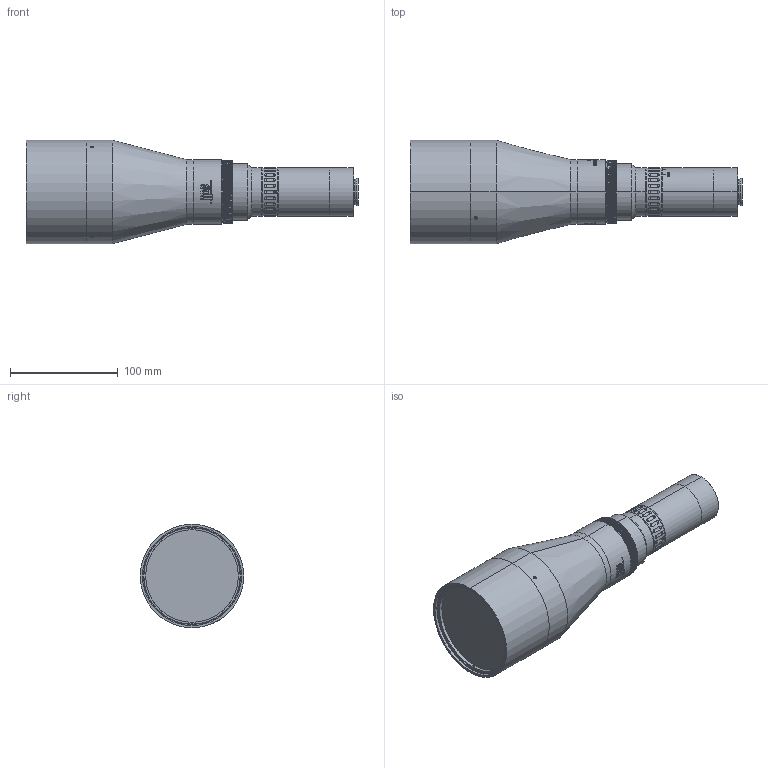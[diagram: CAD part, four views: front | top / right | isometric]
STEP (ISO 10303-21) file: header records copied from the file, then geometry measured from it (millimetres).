
FILE_DESCRIPTION (( 'STEP AP203' ), '1' );
FILE_NAME ('S5LPJ6162_01.STEP', '2022-03-01T12:15:19', ( '' ), ( '' ), 'SwSTEP 2.0', 'SolidWorks 2021', '' );
FILE_SCHEMA (( 'CONFIG_CONTROL_DESIGN' ));
Length unit declared in the file: millimetre
Products named in the file (19): 554306; 533004; 554703_S5LPJ6162; DIN 913 - M3 x 2-N_DIN 913 - M3 x 2-N; 239407; S5LAO6040_065; 554301_Gravur; 216321; DIN 913 - M3 x 4-N_DIN 913 - M3 x 4-N; S5LPJ6162_01; 554602_Gravur_S5LPJ6162_mit_Gewinde; S5LPX2865; S5LPX6040_065; DIN 913 - M3 x 3-N_DIN 913 - M3 x 3-N; 291105; 485719; 554305; 533002; 554307_mit R„ndel
Assembly tree (22 placements, depth 3):
  S5LPJ6162_01
    S5LAO6040_065
      S5LPX6040_065
    554301_Gravur
      S5LPX2865
      216321
      485719
      554305
      554306
      554307_mit R„ndel
      DIN 913 - M3 x 4-N_DIN 913 - M3 x 4-N  x3
      DIN 913 - M3 x 3-N_DIN 913 - M3 x 3-N
    239407
    291105
    533002
    533004
    554602_Gravur_S5LPJ6162_mit_Gewinde
    554703_S5LPJ6162
    DIN 913 - M3 x 2-N_DIN 913 - M3 x 2-N  x3
Bounding box: 308.04 x 96 x 96 mm (x, y, z)
Volume: 401641.9 mm3; surface area: 188408 mm2
Topology: 20 solids, 20 shells, 699 faces, 2104 edges, 1521 vertices
Faces by surface type: cylinder 299, plane 174, cone 107, torus 64, sphere 52, bspline 3
Entity records: 35292 total; most frequent: CARTESIAN_POINT 16028, ORIENTED_EDGE 3760, DIRECTION 3381, EDGE_CURVE 1880, VERTEX_POINT 1393, AXIS2_PLACEMENT_3D 1387, EDGE_LOOP 795, CIRCLE 724
